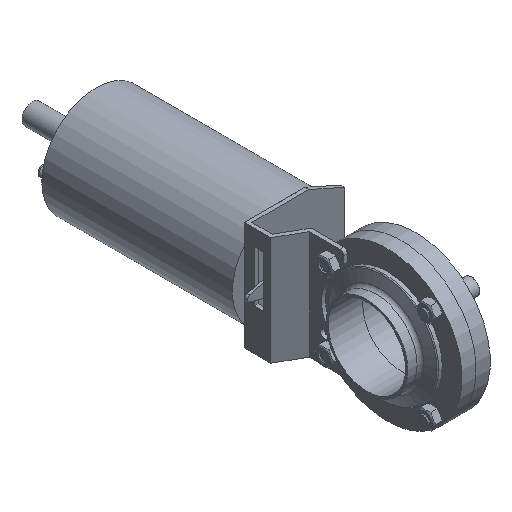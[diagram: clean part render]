
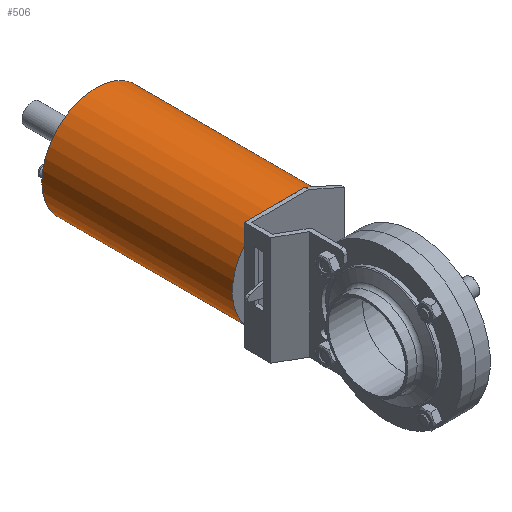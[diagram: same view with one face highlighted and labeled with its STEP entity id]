
A CAD part, isometric view. The second image highlights one B-rep face of the part: STEP entity #506.
In plain terms, the highlighted cylindrical face has radius 42.5 mm (diameter 85 mm), a full revolution.
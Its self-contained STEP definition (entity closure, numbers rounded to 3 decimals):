
#506 = ADVANCED_FACE( '', ( #971, #972 ), #973, .T. );
#971 = FACE_OUTER_BOUND( '', #1555, .T. );
#972 = FACE_OUTER_BOUND( '', #1556, .T. );
#973 = CYLINDRICAL_SURFACE( '', #1557, 42.5 );
#1555 = EDGE_LOOP( '', ( #2790 ) );
#1556 = EDGE_LOOP( '', ( #2791 ) );
#1557 = AXIS2_PLACEMENT_3D( '', #2792, #2793, #2794 );
#2790 = ORIENTED_EDGE( '', *, *, #3543, .F. );
#2791 = ORIENTED_EDGE( '', *, *, #3542, .T. );
#2792 = CARTESIAN_POINT( '', ( 199., 0., 0. ) );
#2793 = DIRECTION( '', ( -1., 0., 0. ) );
#2794 = DIRECTION( '', ( 0., 0., -1. ) );
#3542 = EDGE_CURVE( '', #4178, #4178, #4179, .T. );
#3543 = EDGE_CURVE( '', #4180, #4180, #4181, .T. );
#4178 = VERTEX_POINT( '', #5568 );
#4179 = CIRCLE( '', #5569, 42.5 );
#4180 = VERTEX_POINT( '', #5570 );
#4181 = CIRCLE( '', #5571, 42.5 );
#5568 = CARTESIAN_POINT( '', ( 0., 0., -42.5 ) );
#5569 = AXIS2_PLACEMENT_3D( '', #6244, #6245, #6246 );
#5570 = CARTESIAN_POINT( '', ( 149., 0., -42.5 ) );
#5571 = AXIS2_PLACEMENT_3D( '', #6247, #6248, #6249 );
#6244 = CARTESIAN_POINT( '', ( 0., 0., 0. ) );
#6245 = DIRECTION( '', ( 1., 0., 0. ) );
#6246 = DIRECTION( '', ( 0., 0., -1. ) );
#6247 = CARTESIAN_POINT( '', ( 149., 0., 0. ) );
#6248 = DIRECTION( '', ( 1., 0., 0. ) );
#6249 = DIRECTION( '', ( 0., 0., -1. ) );
